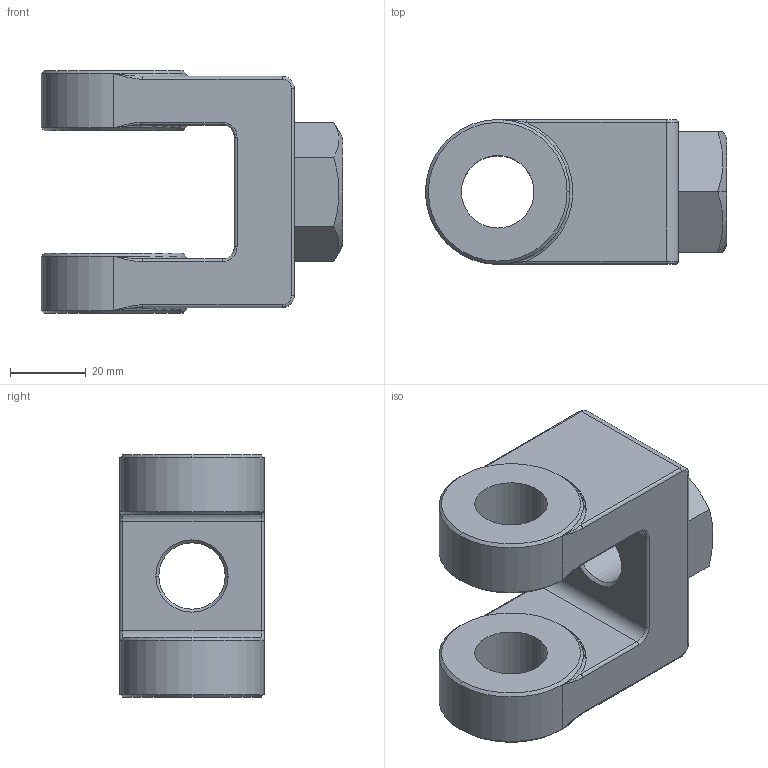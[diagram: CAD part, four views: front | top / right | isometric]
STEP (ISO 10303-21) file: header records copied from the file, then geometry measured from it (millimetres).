
FILE_DESCRIPTION((''),'2;1');
FILE_NAME('A500-303','2018-09-07T',('MeFernandez'),('ASCO Numatics'),'PRO/ENGINEER BY PARAMETRIC TECHNOLOGY CORPORATION, 2017170','PRO/ENGINEER BY PARAMETRIC TECHNOLOGY CORPORATION, 2017170','');
FILE_SCHEMA(('AUTOMOTIVE_DESIGN_CC2 { 1 2 10303 214 -1 1 5 2 }'));
Length unit declared in the file: inch
Products named in the file (1): A500-303
Bounding box: 79.38 x 38.1 x 64.01 mm (x, y, z)
Volume: 84218.3 mm3; surface area: 20257.7 mm2
Topology: 1 solids, 1 shells, 77 faces, 176 edges, 102 vertices
Faces by surface type: cylinder 24, plane 19, cone 14, torus 12, bspline 8
Entity records: 3336 total; most frequent: CARTESIAN_POINT 1017, DIRECTION 378, ORIENTED_EDGE 352, PRESENTATION_STYLE_ASSIGNMENT 177, STYLED_ITEM 177, CURVE_STYLE 176, EDGE_CURVE 176, AXIS2_PLACEMENT_3D 155
